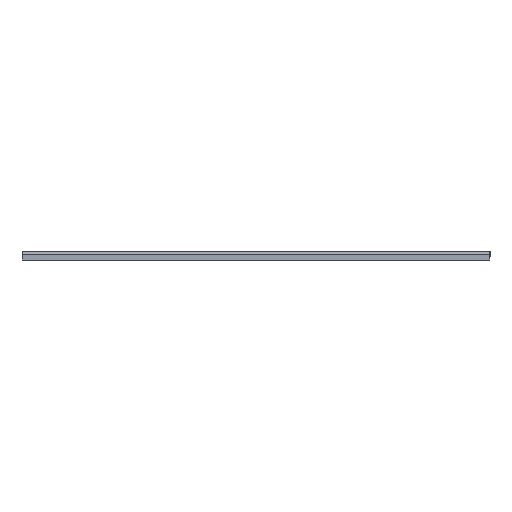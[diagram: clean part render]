
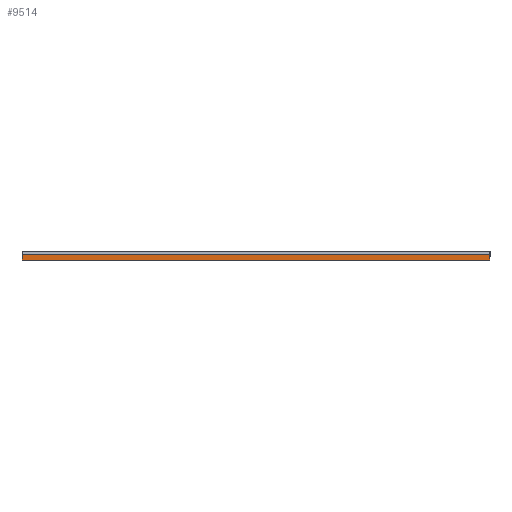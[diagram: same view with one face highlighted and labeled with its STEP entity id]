
A CAD part, front view. The second image highlights one B-rep face of the part: STEP entity #9514.
In plain terms, the highlighted planar face has unit normal (0, -1, 0).
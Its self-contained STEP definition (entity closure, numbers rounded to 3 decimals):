
#4 = DIRECTION ( 'NONE',  ( 0., 0., -1. ) ) ;
#1336 = CARTESIAN_POINT ( 'NONE',  ( 404.8, -116.95, -2.237 ) ) ;
#1848 = LINE ( 'NONE', #10474, #14833 ) ;
#2714 = CARTESIAN_POINT ( 'NONE',  ( -13.875, -116.95, -7.25 ) ) ;
#2959 = AXIS2_PLACEMENT_3D ( 'NONE', #26740, #17310, #9204 ) ;
#3208 = EDGE_CURVE ( 'NONE', #19646, #14554, #23143, .T. ) ;
#3328 = VECTOR ( 'NONE', #15830, 1000. ) ;
#3395 = LINE ( 'NONE', #5361, #3328 ) ;
#4305 = PLANE ( 'NONE',  #2959 ) ;
#5361 = CARTESIAN_POINT ( 'NONE',  ( 404.8, -116.95, -7.25 ) ) ;
#5879 = VERTEX_POINT ( 'NONE', #2714 ) ;
#7629 = EDGE_CURVE ( 'NONE', #5879, #19646, #3395, .T. ) ;
#8156 = CARTESIAN_POINT ( 'NONE',  ( -13.875, -116.95, -2.237 ) ) ;
#9204 = DIRECTION ( 'NONE',  ( -1., 0., 0. ) ) ;
#9514 = ADVANCED_FACE ( 'NONE', ( #10949 ), #4305, .F. ) ;
#10145 = VERTEX_POINT ( 'NONE', #8156 ) ;
#10474 = CARTESIAN_POINT ( 'NONE',  ( -13.875, -116.95, -7.25 ) ) ;
#10949 = FACE_OUTER_BOUND ( 'NONE', #21238, .T. ) ;
#11688 = ORIENTED_EDGE ( 'NONE', *, *, #7629, .T. ) ;
#12383 = CARTESIAN_POINT ( 'NONE',  ( 404.8, -116.95, 8.32 ) ) ;
#12837 = CARTESIAN_POINT ( 'NONE',  ( 0., -116.95, -2.237 ) ) ;
#13477 = EDGE_CURVE ( 'NONE', #10145, #5879, #1848, .T. ) ;
#14336 = VECTOR ( 'NONE', #14822, 1000. ) ;
#14485 = ORIENTED_EDGE ( 'NONE', *, *, #3208, .T. ) ;
#14554 = VERTEX_POINT ( 'NONE', #1336 ) ;
#14822 = DIRECTION ( 'NONE',  ( 1., 0., 0. ) ) ;
#14833 = VECTOR ( 'NONE', #4, 1000. ) ;
#15830 = DIRECTION ( 'NONE',  ( 1., 0., 0. ) ) ;
#16809 = VECTOR ( 'NONE', #21714, 1000. ) ;
#17310 = DIRECTION ( 'NONE',  ( 0., 1., 0. ) ) ;
#18495 = ORIENTED_EDGE ( 'NONE', *, *, #20363, .F. ) ;
#19171 = CARTESIAN_POINT ( 'NONE',  ( 404.8, -116.95, -7.25 ) ) ;
#19646 = VERTEX_POINT ( 'NONE', #19171 ) ;
#20363 = EDGE_CURVE ( 'NONE', #10145, #14554, #21045, .T. ) ;
#21045 = LINE ( 'NONE', #12837, #14336 ) ;
#21238 = EDGE_LOOP ( 'NONE', ( #18495, #25956, #11688, #14485 ) ) ;
#21714 = DIRECTION ( 'NONE',  ( 0., 0., 1. ) ) ;
#23143 = LINE ( 'NONE', #12383, #16809 ) ;
#25956 = ORIENTED_EDGE ( 'NONE', *, *, #13477, .T. ) ;
#26740 = CARTESIAN_POINT ( 'NONE',  ( 0., -116.95, 113.87 ) ) ;
